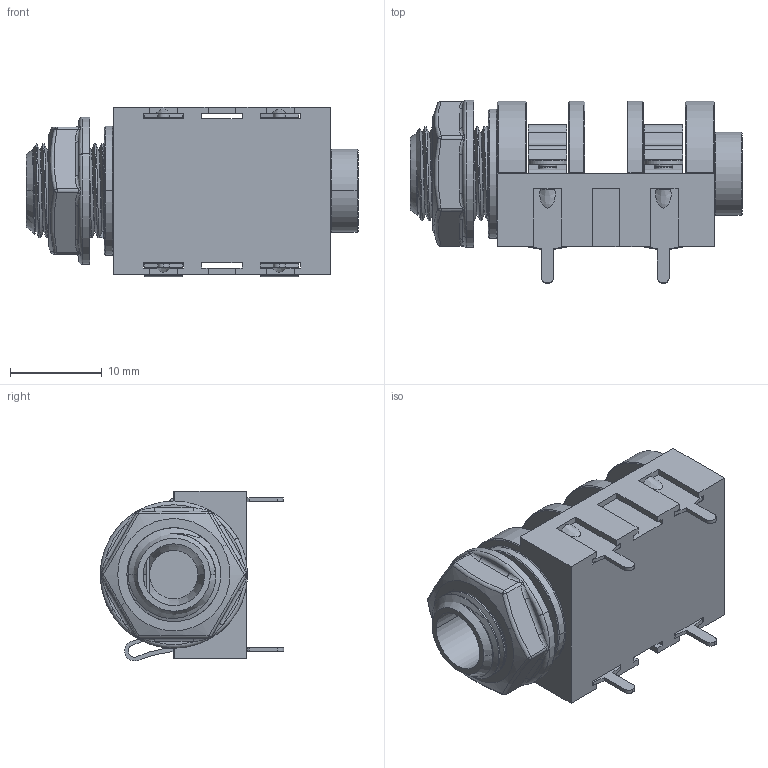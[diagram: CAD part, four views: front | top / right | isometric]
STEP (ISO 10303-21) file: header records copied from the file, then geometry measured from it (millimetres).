
FILE_DESCRIPTION (( 'STEP AP203' ), '1' );
FILE_NAME ('6.35mm Mono Jack Socket Connector.STEP', '2015-03-06T18:11:39', ( 'NoiroSM250' ), ( '' ), 'SwSTEP 2.0', 'SolidWorks 2014', '' );
FILE_SCHEMA (( 'CONFIG_CONTROL_DESIGN' ));
Length unit declared in the file: millimetre
Products named in the file (5): 6.35mm Mono Jack Socket Connector; 6_3 Jack body; Nut; 6_3 Jack contact_01; 6_3 Jack contact_02
Assembly tree (6 placements, depth 2):
  6.35mm Mono Jack Socket Connector
    6_3 Jack body
    Nut
    6_3 Jack contact_01  x2
    6_3 Jack contact_02  x2
Bounding box: 36.1 x 19.95 x 18.48 mm (x, y, z)
Volume: 4572 mm3; surface area: 5208.9 mm2
Topology: 2 solids, 14 shells, 359 faces, 962 edges, 613 vertices
Faces by surface type: plane 162, cylinder 98, bspline 51, cone 32, torus 8, sphere 8
Entity records: 13981 total; most frequent: CARTESIAN_POINT 6403, ORIENTED_EDGE 1580, DIRECTION 1334, EDGE_CURVE 795, VERTEX_POINT 503, AXIS2_PLACEMENT_3D 451, LINE 432, VECTOR 432
